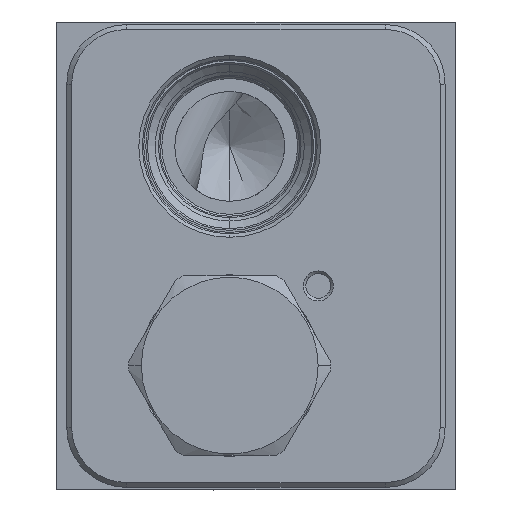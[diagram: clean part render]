
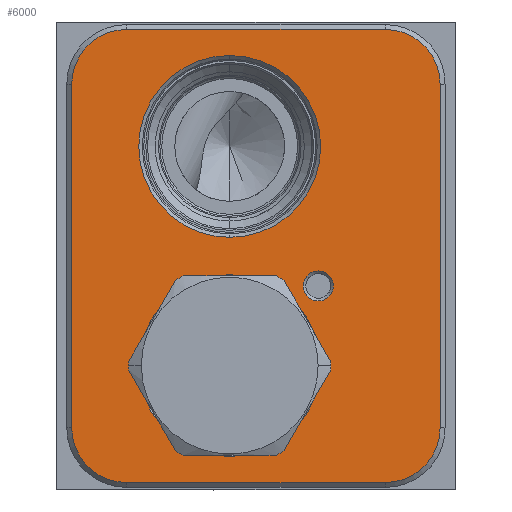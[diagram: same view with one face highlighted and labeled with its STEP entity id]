
A CAD part, front view. The second image highlights one B-rep face of the part: STEP entity #6000.
In plain terms, the highlighted planar face has unit normal (0, -1, 0).
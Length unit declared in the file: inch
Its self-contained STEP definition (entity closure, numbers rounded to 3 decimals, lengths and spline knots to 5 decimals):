
#679=CARTESIAN_POINT('',(2.062,-5.531,2.547));
#680=DIRECTION('',(0.,1.,0.));
#681=DIRECTION('',(0.,0.,1.));
#682=AXIS2_PLACEMENT_3D('',#679,#680,#681);
#693=CARTESIAN_POINT('',(1.085,-5.531,0.781));
#694=DIRECTION('',(0.,1.,0.));
#695=DIRECTION('',(0.,0.,-1.));
#696=AXIS2_PLACEMENT_3D('',#693,#694,#695);
#698=CARTESIAN_POINT('',(1.085,-5.531,0.781));
#699=DIRECTION('',(0.,1.,0.));
#700=DIRECTION('',(0.,0.,1.));
#701=AXIS2_PLACEMENT_3D('',#698,#699,#700);
#703=CARTESIAN_POINT('',(1.085,-5.531,2.157));
#704=DIRECTION('',(0.,1.,0.));
#705=DIRECTION('',(0.,0.,-1.));
#706=AXIS2_PLACEMENT_3D('',#703,#704,#705);
#708=CARTESIAN_POINT('',(1.085,-5.531,2.157));
#709=DIRECTION('',(0.,1.,0.));
#710=DIRECTION('',(0.,0.,1.));
#711=AXIS2_PLACEMENT_3D('',#708,#709,#710);
#713=CARTESIAN_POINT('',(1.641,-5.531,1.281));
#714=DIRECTION('',(0.,1.,0.));
#715=DIRECTION('',(-0.643,0.,-0.766));
#716=AXIS2_PLACEMENT_3D('',#713,#714,#715);
#718=CARTESIAN_POINT('',(1.641,-5.531,1.281));
#719=DIRECTION('',(0.,1.,0.));
#720=DIRECTION('',(0.643,0.,0.766));
#721=AXIS2_PLACEMENT_3D('',#718,#719,#720);
#4796=DIRECTION('',(0.,0.,-1.));
#4797=VECTOR('',#4796,2.156);
#4798=CARTESIAN_POINT('',(2.406,-5.531,2.547));
#4799=LINE('',#4798,#4797);
#4816=CARTESIAN_POINT('',(2.062,-5.531,0.391));
#4817=DIRECTION('',(0.,1.,0.));
#4818=DIRECTION('',(1.,0.,0.));
#4819=AXIS2_PLACEMENT_3D('',#4816,#4817,#4818);
#4834=DIRECTION('',(-1.,0.,0.));
#4835=VECTOR('',#4834,1.625);
#4836=CARTESIAN_POINT('',(2.062,-5.531,0.047));
#4837=LINE('',#4836,#4835);
#4850=CARTESIAN_POINT('',(0.437,-5.531,0.391));
#4851=DIRECTION('',(0.,1.,0.));
#4852=DIRECTION('',(0.,0.,-1.));
#4853=AXIS2_PLACEMENT_3D('',#4850,#4851,#4852);
#4864=DIRECTION('',(0.,0.,1.));
#4865=VECTOR('',#4864,2.156);
#4866=CARTESIAN_POINT('',(0.093,-5.531,0.391));
#4867=LINE('',#4866,#4865);
#4884=CARTESIAN_POINT('',(0.437,-5.531,2.547));
#4885=DIRECTION('',(0.,1.,0.));
#4886=DIRECTION('',(-1.,0.,0.));
#4887=AXIS2_PLACEMENT_3D('',#4884,#4885,#4886);
#4898=DIRECTION('',(1.,0.,0.));
#4899=VECTOR('',#4898,1.625);
#4900=CARTESIAN_POINT('',(0.437,-5.531,2.891));
#4901=LINE('',#4900,#4899);
#5458=CARTESIAN_POINT('',(1.085,-5.531,
0.21));
#5459=CARTESIAN_POINT('',(1.085,-5.531,1.352));
#5460=VERTEX_POINT('',#5458);
#5461=VERTEX_POINT('',#5459);
#5526=CARTESIAN_POINT('',(1.085,-5.531,1.586));
#5527=CARTESIAN_POINT('',(1.085,-5.531,2.728));
#5528=VERTEX_POINT('',#5526);
#5529=VERTEX_POINT('',#5527);
#5546=CARTESIAN_POINT('',(1.58058,-5.531,1.20899));
#5547=CARTESIAN_POINT('',(1.70142,-5.531,1.35301));
#5548=VERTEX_POINT('',#5546);
#5549=VERTEX_POINT('',#5547);
#5593=CARTESIAN_POINT('',(2.062,-5.531,0.047));
#5594=CARTESIAN_POINT('',(0.437,-5.531,0.047));
#5595=VERTEX_POINT('',#5593);
#5596=VERTEX_POINT('',#5594);
#5601=CARTESIAN_POINT('',(0.093,-5.531,0.391));
#5602=VERTEX_POINT('',#5601);
#5605=CARTESIAN_POINT('',(0.093,-5.531,2.547));
#5606=VERTEX_POINT('',#5605);
#5609=CARTESIAN_POINT('',(0.437,-5.531,2.891));
#5610=VERTEX_POINT('',#5609);
#5613=CARTESIAN_POINT('',(2.062,-5.531,2.891));
#5614=VERTEX_POINT('',#5613);
#5617=CARTESIAN_POINT('',(2.406,-5.531,2.547));
#5618=VERTEX_POINT('',#5617);
#5621=CARTESIAN_POINT('',(2.406,-5.531,0.391));
#5622=VERTEX_POINT('',#5621);
#5960=CARTESIAN_POINT('',(0.,-5.531,0.));
#5961=DIRECTION('',(0.,-1.,0.));
#5962=DIRECTION('',(1.,0.,0.));
#5963=AXIS2_PLACEMENT_3D('',#5960,#5961,#5962);
#5964=PLANE('',#5963);
#5965=ORIENTED_EDGE('',*,*,#5950,.T.);
#5967=ORIENTED_EDGE('',*,*,#5966,.T.);
#5969=ORIENTED_EDGE('',*,*,#5968,.T.);
#5971=ORIENTED_EDGE('',*,*,#5970,.T.);
#5973=ORIENTED_EDGE('',*,*,#5972,.T.);
#5975=ORIENTED_EDGE('',*,*,#5974,.T.);
#5977=ORIENTED_EDGE('',*,*,#5976,.T.);
#5979=ORIENTED_EDGE('',*,*,#5978,.T.);
#5980=EDGE_LOOP('',(#5965,#5967,#5969,#5971,#5973,#5975,#5977,#5979));
#5981=FACE_OUTER_BOUND('',#5980,.F.);
#5983=ORIENTED_EDGE('',*,*,#5982,.F.);
#5985=ORIENTED_EDGE('',*,*,#5984,.F.);
#5986=EDGE_LOOP('',(#5983,#5985));
#5987=FACE_BOUND('',#5986,.F.);
#5989=ORIENTED_EDGE('',*,*,#5988,.F.);
#5991=ORIENTED_EDGE('',*,*,#5990,.F.);
#5992=EDGE_LOOP('',(#5989,#5991));
#5993=FACE_BOUND('',#5992,.F.);
#5995=ORIENTED_EDGE('',*,*,#5994,.F.);
#5997=ORIENTED_EDGE('',*,*,#5996,.F.);
#5998=EDGE_LOOP('',(#5995,#5997));
#5999=FACE_BOUND('',#5998,.F.);
#6000=ADVANCED_FACE('',(#5981,#5987,#5993,#5999),#5964,.T.);
#683=CIRCLE('',#682,0.344);
#697=CIRCLE('',#696,0.571);
#702=CIRCLE('',#701,0.571);
#707=CIRCLE('',#706,0.571);
#712=CIRCLE('',#711,0.571);
#717=CIRCLE('',#716,0.094);
#722=CIRCLE('',#721,0.094);
#4820=CIRCLE('',#4819,0.344);
#4854=CIRCLE('',#4853,0.344);
#4888=CIRCLE('',#4887,0.344);
#5950=EDGE_CURVE('',#5614,#5618,#683,.T.);
#5966=EDGE_CURVE('',#5618,#5622,#4799,.T.);
#5968=EDGE_CURVE('',#5622,#5595,#4820,.T.);
#5970=EDGE_CURVE('',#5595,#5596,#4837,.T.);
#5972=EDGE_CURVE('',#5596,#5602,#4854,.T.);
#5974=EDGE_CURVE('',#5602,#5606,#4867,.T.);
#5976=EDGE_CURVE('',#5606,#5610,#4888,.T.);
#5978=EDGE_CURVE('',#5610,#5614,#4901,.T.);
#5982=EDGE_CURVE('',#5528,#5529,#707,.T.);
#5984=EDGE_CURVE('',#5529,#5528,#712,.T.);
#5988=EDGE_CURVE('',#5548,#5549,#717,.T.);
#5990=EDGE_CURVE('',#5549,#5548,#722,.T.);
#5994=EDGE_CURVE('',#5460,#5461,#697,.T.);
#5996=EDGE_CURVE('',#5461,#5460,#702,.T.);
